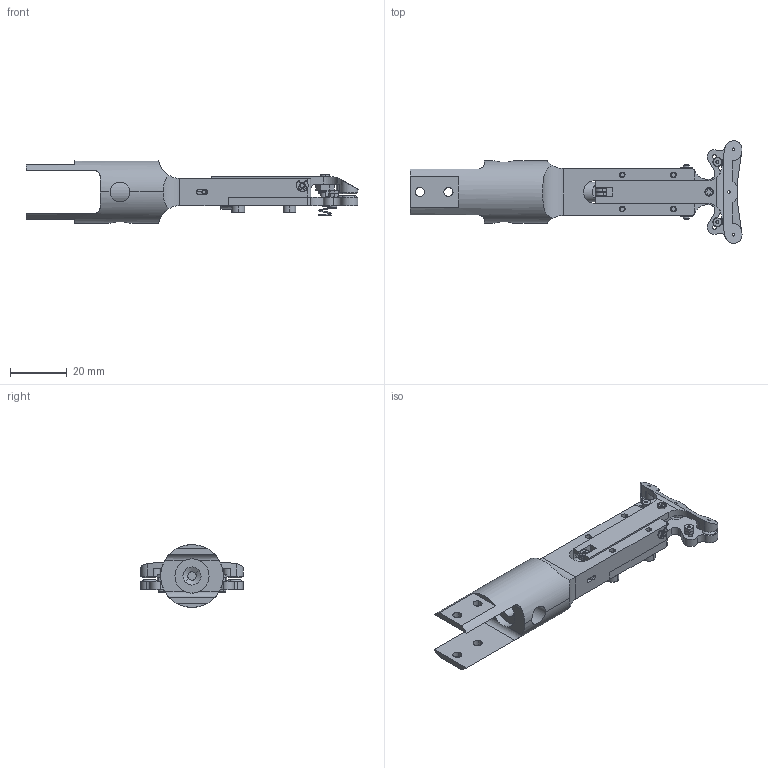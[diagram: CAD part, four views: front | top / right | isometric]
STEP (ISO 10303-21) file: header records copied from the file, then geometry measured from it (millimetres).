
FILE_DESCRIPTION(('CATIA V5 STEP Exchange','CAx-IF Rec.Pracs.--- Model Styling and Organization---1.2---2011-12-15'),'2;1');
FILE_NAME('PGRMWAF.stp','2020-03-05T07:42:18+00:00',('none'),('none'),'CATIA Version 5 Release 21 SP 6 (IN-10)','CATIA V5 STEP AP214','none');
FILE_SCHEMA(('AUTOMOTIVE_DESIGN { 1 0 10303 214 1 1 1 1 }'));
Length unit declared in the file: millimetre
Products named in the file (20): PGRMWAF; 890; 8314; 22899; 23599; 23600_; 23601_; 23798; 23801; 63927; 63931; 10103010; 17102506; 18101405; 25101400; 25103000; 26101600; 27101500; 30101508; 30101516
Assembly tree (35 placements, depth 2):
  PGRMWAF
    890  x2
    8314
    22899  x2
    23599
    23600_
    23601_
    23798
    23801
    63927  x6
    63931
    10103010
    17102506  x4
    18101405  x2
    25101400  x4
    25103000
    26101600  x2
    27101500  x2
    30101508
    30101516
Bounding box: 116.58 x 36 x 21.99 mm (x, y, z)
Volume: 17446.6 mm3; surface area: 15623.4 mm2
Topology: 49 solids, 49 shells, 898 faces, 2236 edges, 1350 vertices
Faces by surface type: cylinder 330, plane 228, torus 120, cone 108, sphere 96, bspline 16
Entity records: 18361 total; most frequent: CARTESIAN_POINT 5553, ORIENTED_EDGE 2730, DIRECTION 2108, EDGE_CURVE 1365, AXIS2_PLACEMENT_3D 1114, VERTEX_POINT 867, EDGE_LOOP 658, CIRCLE 639
